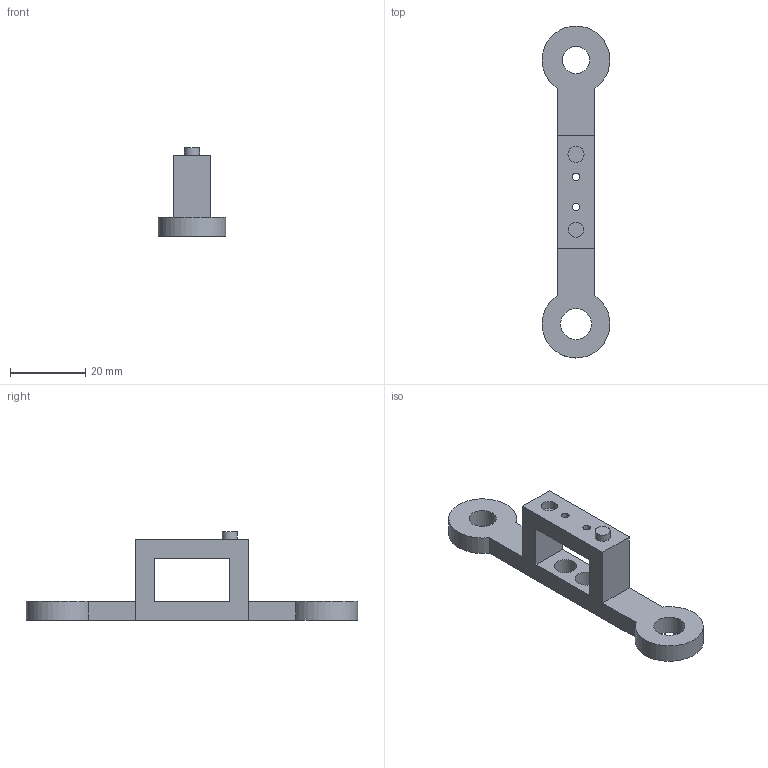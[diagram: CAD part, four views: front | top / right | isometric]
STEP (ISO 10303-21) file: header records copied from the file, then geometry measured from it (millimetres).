
FILE_DESCRIPTION(/* description */ (''),/* implementation_level */ '2;1');
FILE_NAME(/* name */ 'Forarm-v4.step',/* time_stamp */ '2019-03-31T10:55:54-04:00',/* author */ ('jayZL2GR'),/* organization */ (''),/* preprocessor_version */ 'ST-DEVELOPER v17.2',/* originating_system */ 'Autodesk Translation Framework v7.6.0.251',/* authorisation */ '');
FILE_SCHEMA (('AUTOMOTIVE_DESIGN { 1 0 10303 214 3 1 1 }'));
Length unit declared in the file: millimetre
Products named in the file (1): Forarm-v4
Bounding box: 17.99 x 88 x 23.5 mm (x, y, z)
Volume: 6905.6 mm3; surface area: 4860.6 mm2
Topology: 1 solids, 1 shells, 30 faces, 85 edges, 59 vertices
Faces by surface type: plane 19, cylinder 11
Full cylindrical faces by diameter (mm): 2 x2, 4 x1, 4.25 x1, 6 x2, 7.25 x1, 8.25 x1
Entity records: 1057 total; most frequent: DIRECTION 178, CARTESIAN_POINT 175, ORIENTED_EDGE 170, EDGE_CURVE 85, AXIS2_PLACEMENT_3D 62, VERTEX_POINT 59, LINE 54, VECTOR 54
